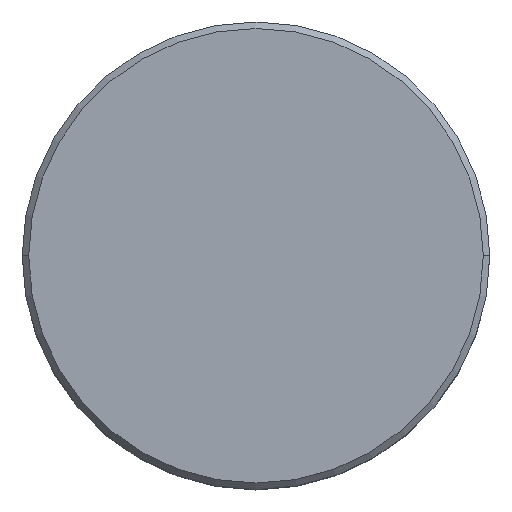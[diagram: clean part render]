
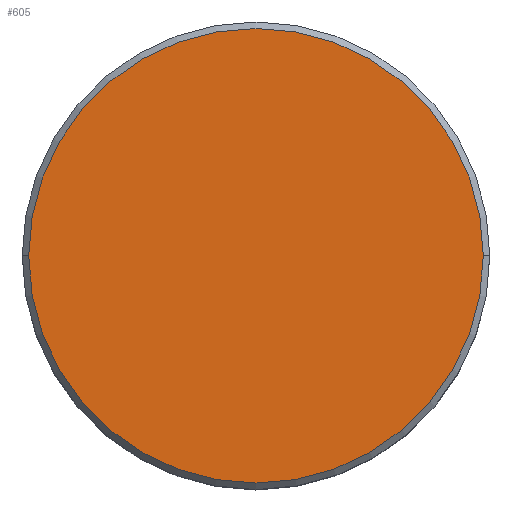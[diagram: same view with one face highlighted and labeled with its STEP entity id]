
A CAD part, top view. The second image highlights one B-rep face of the part: STEP entity #605.
In plain terms, the highlighted planar face has unit normal (0, 0, 1).
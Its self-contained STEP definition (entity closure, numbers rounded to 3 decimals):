
#2 = AXIS2_PLACEMENT_3D ( 'NONE', #738, #675, #258 ) ;
#30 = ORIENTED_EDGE ( 'NONE', *, *, #362, .T. ) ;
#54 = VERTEX_POINT ( 'NONE', #283 ) ;
#188 = PLANE ( 'NONE',  #2 ) ;
#195 = DIRECTION ( 'NONE',  ( 1., 0., 0. ) ) ;
#206 = EDGE_LOOP ( 'NONE', ( #30, #765 ) ) ;
#258 = DIRECTION ( 'NONE',  ( 1., 0., 0. ) ) ;
#278 = DIRECTION ( 'NONE',  ( 0., 0., 1. ) ) ;
#283 = CARTESIAN_POINT ( 'NONE',  ( -3.5, 0., 5.032 ) ) ;
#290 = AXIS2_PLACEMENT_3D ( 'NONE', #325, #869, #796 ) ;
#323 = CIRCLE ( 'NONE', #290, 3.5 ) ;
#325 = CARTESIAN_POINT ( 'NONE',  ( 0., 0., 5.032 ) ) ;
#362 = EDGE_CURVE ( 'NONE', #54, #847, #654, .T. ) ;
#494 = AXIS2_PLACEMENT_3D ( 'NONE', #618, #278, #195 ) ;
#545 = CARTESIAN_POINT ( 'NONE',  ( 3.5, 0., 5.032 ) ) ;
#578 = FACE_OUTER_BOUND ( 'NONE', #206, .T. ) ;
#605 = ADVANCED_FACE ( 'NONE', ( #578 ), #188, .T. ) ;
#618 = CARTESIAN_POINT ( 'NONE',  ( 0., 0., 5.032 ) ) ;
#654 = CIRCLE ( 'NONE', #494, 3.5 ) ;
#675 = DIRECTION ( 'NONE',  ( 0., 0., 1. ) ) ;
#738 = CARTESIAN_POINT ( 'NONE',  ( 0., 3.6, 5.032 ) ) ;
#765 = ORIENTED_EDGE ( 'NONE', *, *, #784, .T. ) ;
#784 = EDGE_CURVE ( 'NONE', #847, #54, #323, .T. ) ;
#796 = DIRECTION ( 'NONE',  ( 1., 0., 0. ) ) ;
#847 = VERTEX_POINT ( 'NONE', #545 ) ;
#869 = DIRECTION ( 'NONE',  ( 0., 0., 1. ) ) ;
